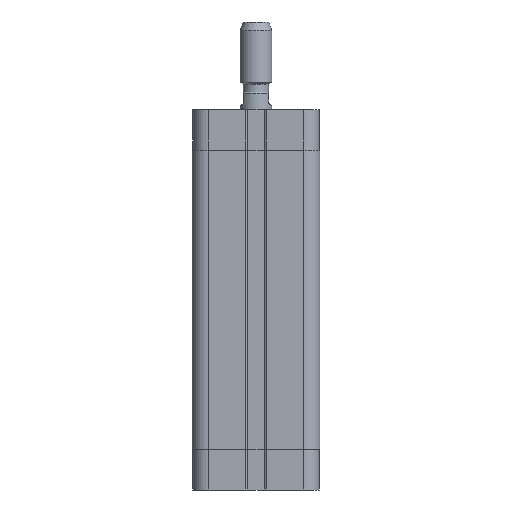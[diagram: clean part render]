
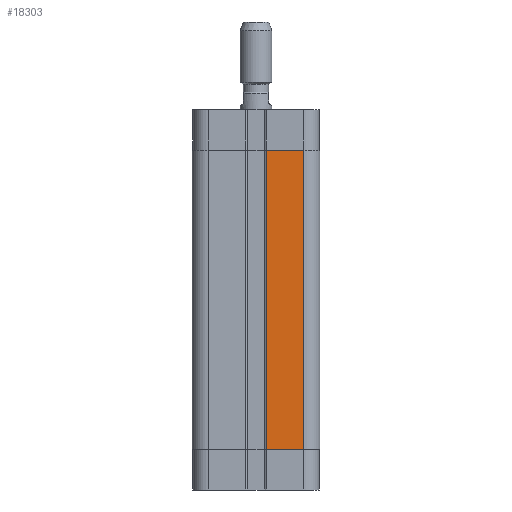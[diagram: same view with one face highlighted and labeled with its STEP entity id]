
A CAD part, front view. The second image highlights one B-rep face of the part: STEP entity #18303.
In plain terms, the highlighted planar face has unit normal (0, -1, 0).
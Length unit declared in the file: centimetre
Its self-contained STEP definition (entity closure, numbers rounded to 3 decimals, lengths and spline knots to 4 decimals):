
#594=PLANE($,#18836);
#1573=FACE_OUTER_BOUND($,#2650,.T.);
#2650=EDGE_LOOP($,(#16474,#16475,#16476,#16477));
#3856=LINE($,#37291,#5149);
#3917=LINE($,#37476,#5210);
#3943=LINE($,#37554,#5236);
#3944=LINE($,#37556,#5237);
#5149=VECTOR($,#20828,1.18);
#5210=VECTOR($,#21017,1.18);
#5236=VECTOR($,#21097,9.4);
#5237=VECTOR($,#21100,9.4);
#8314=VERTEX_POINT($,#37288);
#8315=VERTEX_POINT($,#37290);
#8374=VERTEX_POINT($,#37473);
#8375=VERTEX_POINT($,#37475);
#10977=EDGE_CURVE($,#8315,#8314,#3856,.T.);
#11070=EDGE_CURVE($,#8375,#8374,#3917,.T.);
#11109=EDGE_CURVE($,#8374,#8315,#3943,.T.);
#11110=EDGE_CURVE($,#8375,#8314,#3944,.T.);
#16474=ORIENTED_EDGE($,*,*,#10977,.T.);
#16475=ORIENTED_EDGE($,*,*,#11110,.F.);
#16476=ORIENTED_EDGE($,*,*,#11070,.T.);
#16477=ORIENTED_EDGE($,*,*,#11109,.T.);
#18303=ADVANCED_FACE($,(#1573),#594,.T.);
#18836=AXIS2_PLACEMENT_3D($,#37555,#21098,#21099);
#20828=DIRECTION($,(-1.,0.,0.));
#21017=DIRECTION($,(1.,0.,0.));
#21097=DIRECTION($,(0.,0.,1.));
#21098=DIRECTION('center_axis',(0.,-1.,0.));
#21099=DIRECTION('ref_axis',(1.,0.,0.));
#21100=DIRECTION($,(0.,0.,1.));
#37288=CARTESIAN_POINT('',(0.325,-2.005,10.675));
#37290=CARTESIAN_POINT('',(1.505,-2.005,10.675));
#37291=CARTESIAN_POINT($,(1.505,-2.005,10.675));
#37473=CARTESIAN_POINT('',(1.505,-2.005,1.275));
#37475=CARTESIAN_POINT('',(0.325,-2.005,1.275));
#37476=CARTESIAN_POINT($,(0.325,-2.005,1.275));
#37554=CARTESIAN_POINT($,(1.505,-2.005,1.275));
#37555=CARTESIAN_POINT('Origin',(1.505,-2.005,11.975));
#37556=CARTESIAN_POINT($,(0.325,-2.005,1.275));
